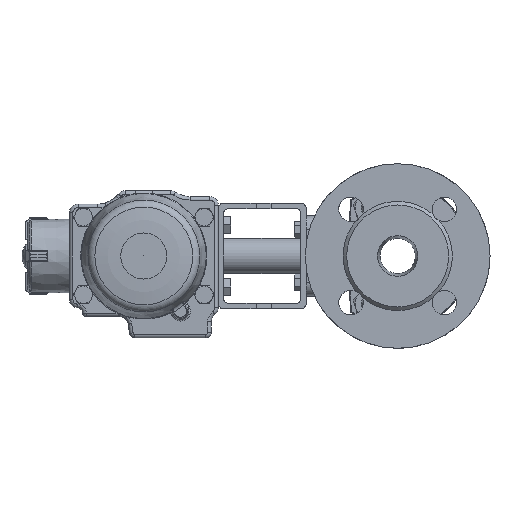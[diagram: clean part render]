
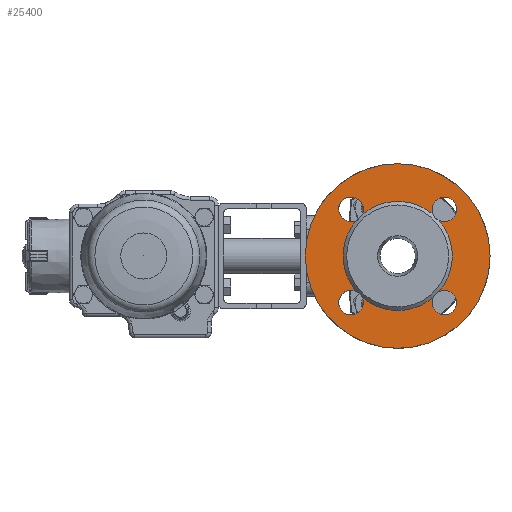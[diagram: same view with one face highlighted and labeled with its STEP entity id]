
A CAD part, left-side view. The second image highlights one B-rep face of the part: STEP entity #25400.
In plain terms, the highlighted planar face has unit normal (-1, 0, 0).
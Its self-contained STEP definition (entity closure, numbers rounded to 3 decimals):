
#2581=CIRCLE('',#27495,31.);
#2582=CIRCLE('',#27496,31.);
#2583=CIRCLE('',#27497,31.);
#2584=CIRCLE('',#27498,31.);
#2594=CIRCLE('',#27515,52.5);
#2595=CIRCLE('',#27517,7.);
#2596=CIRCLE('',#27519,7.);
#2597=CIRCLE('',#27521,7.);
#2598=CIRCLE('',#27523,7.);
#4589=ORIENTED_EDGE('',*,*,#11803,.F.);
#4590=ORIENTED_EDGE('',*,*,#11768,.T.);
#4591=ORIENTED_EDGE('',*,*,#11807,.T.);
#4592=ORIENTED_EDGE('',*,*,#11766,.T.);
#4593=ORIENTED_EDGE('',*,*,#11804,.T.);
#4594=ORIENTED_EDGE('',*,*,#11772,.T.);
#4595=ORIENTED_EDGE('',*,*,#11805,.T.);
#4596=ORIENTED_EDGE('',*,*,#11770,.T.);
#4597=ORIENTED_EDGE('',*,*,#11806,.T.);
#11766=EDGE_CURVE('',#15577,#15578,#2581,.T.);
#11768=EDGE_CURVE('',#15580,#15579,#2582,.T.);
#11770=EDGE_CURVE('',#15582,#15581,#2583,.T.);
#11772=EDGE_CURVE('',#15584,#15583,#2584,.T.);
#11803=EDGE_CURVE('',#15609,#15609,#2594,.T.);
#11804=EDGE_CURVE('',#15578,#15584,#2595,.T.);
#11805=EDGE_CURVE('',#15583,#15582,#2596,.T.);
#11806=EDGE_CURVE('',#15581,#15580,#2597,.T.);
#11807=EDGE_CURVE('',#15579,#15577,#2598,.T.);
#15577=VERTEX_POINT('',#38433);
#15578=VERTEX_POINT('',#38434);
#15579=VERTEX_POINT('',#38440);
#15580=VERTEX_POINT('',#38442);
#15581=VERTEX_POINT('',#38448);
#15582=VERTEX_POINT('',#38450);
#15583=VERTEX_POINT('',#38456);
#15584=VERTEX_POINT('',#38458);
#15609=VERTEX_POINT('',#38690);
#21053=EDGE_LOOP('',(#4589));
#21054=EDGE_LOOP('',(#4590,#4591,#4592,#4593,#4594,#4595,#4596,#4597));
#22975=FACE_BOUND('',#21053,.T.);
#22976=FACE_BOUND('',#21054,.T.);
#24688=PLANE('',#27630);
#25400=ADVANCED_FACE('',(#22975,#22976),#24688,.F.);
#27495=AXIS2_PLACEMENT_3D('',#38432,#30333,#30334);
#27496=AXIS2_PLACEMENT_3D('',#38441,#30335,#30336);
#27497=AXIS2_PLACEMENT_3D('',#38449,#30337,#30338);
#27498=AXIS2_PLACEMENT_3D('',#38457,#30339,#30340);
#27515=AXIS2_PLACEMENT_3D('',#38689,#30375,#30376);
#27517=AXIS2_PLACEMENT_3D('',#38692,#30379,#30380);
#27519=AXIS2_PLACEMENT_3D('',#38694,#30383,#30384);
#27521=AXIS2_PLACEMENT_3D('',#38696,#30387,#30388);
#27523=AXIS2_PLACEMENT_3D('',#38698,#30391,#30392);
#27630=AXIS2_PLACEMENT_3D('',#40544,#30623,#30624);
#30333=DIRECTION('',(1.,0.,0.));
#30334=DIRECTION('',(0.,0.,-1.));
#30335=DIRECTION('',(1.,0.,0.));
#30336=DIRECTION('',(0.,0.,-1.));
#30337=DIRECTION('',(1.,0.,0.));
#30338=DIRECTION('',(0.,0.,-1.));
#30339=DIRECTION('',(1.,0.,0.));
#30340=DIRECTION('',(0.,0.,-1.));
#30375=DIRECTION('',(1.,0.,0.));
#30376=DIRECTION('',(0.,0.,-1.));
#30379=DIRECTION('',(1.,0.,0.));
#30380=DIRECTION('',(0.,0.,-1.));
#30383=DIRECTION('',(1.,0.,0.));
#30384=DIRECTION('',(0.,0.,-1.));
#30387=DIRECTION('',(1.,0.,0.));
#30388=DIRECTION('',(0.,0.,-1.));
#30391=DIRECTION('',(1.,0.,0.));
#30392=DIRECTION('',(0.,0.,-1.));
#30623=DIRECTION('',(1.,0.,0.));
#30624=DIRECTION('',(0.,0.,1.));
#38432=CARTESIAN_POINT('',(-70.,0.,0.));
#38433=CARTESIAN_POINT('',(-70.,-20.196,-23.518));
#38434=CARTESIAN_POINT('',(-70.,20.196,-23.518));
#38440=CARTESIAN_POINT('',(-70.,-23.518,-20.196));
#38441=CARTESIAN_POINT('',(-70.,0.,0.));
#38442=CARTESIAN_POINT('',(-70.,-23.518,20.196));
#38448=CARTESIAN_POINT('',(-70.,-20.196,23.518));
#38449=CARTESIAN_POINT('',(-70.,0.,0.));
#38450=CARTESIAN_POINT('',(-70.,20.196,23.518));
#38456=CARTESIAN_POINT('',(-70.,23.518,20.196));
#38457=CARTESIAN_POINT('',(-70.,0.,0.));
#38458=CARTESIAN_POINT('',(-70.,23.518,-20.196));
#38689=CARTESIAN_POINT('',(-70.,0.,0.));
#38690=CARTESIAN_POINT('',(-70.,0.,-52.5));
#38692=CARTESIAN_POINT('',(-70.,26.52,-26.52));
#38694=CARTESIAN_POINT('',(-70.,26.52,26.52));
#38696=CARTESIAN_POINT('',(-70.,-26.52,26.52));
#38698=CARTESIAN_POINT('',(-70.,-26.52,-26.52));
#40544=CARTESIAN_POINT('',(-70.,31.,0.));
